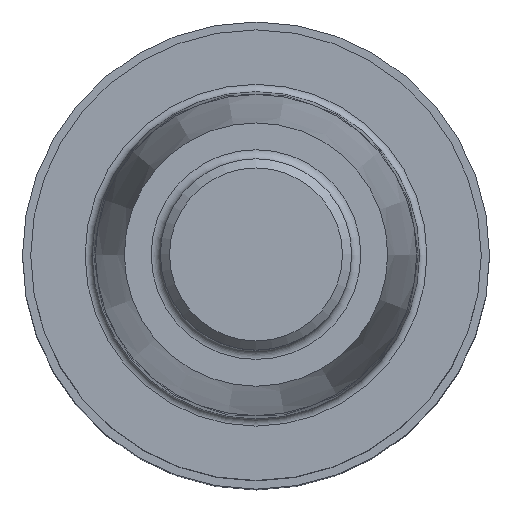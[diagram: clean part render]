
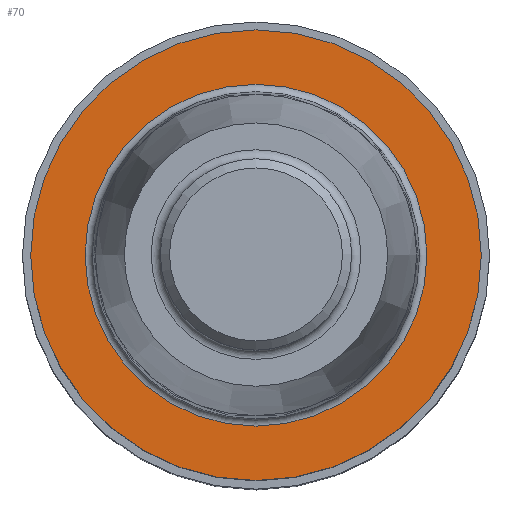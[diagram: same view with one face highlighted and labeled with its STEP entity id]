
A CAD part, top view. The second image highlights one B-rep face of the part: STEP entity #70.
In plain terms, the highlighted planar face has unit normal (0, 0, 1).
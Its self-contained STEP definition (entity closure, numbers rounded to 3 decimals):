
#59=PLANE('',#264);
#70=ADVANCED_FACE('',(#92,#93),#59,.F.);
#92=FACE_BOUND('',#116,.T.);
#93=FACE_BOUND('',#117,.T.);
#116=EDGE_LOOP('',(#144));
#117=EDGE_LOOP('',(#145));
#144=ORIENTED_EDGE('',*,*,#184,.F.);
#145=ORIENTED_EDGE('',*,*,#183,.T.);
#169=VERTEX_POINT('',#384);
#170=VERTEX_POINT('',#387);
#183=EDGE_CURVE('',#169,#169,#197,.T.);
#184=EDGE_CURVE('',#170,#170,#198,.T.);
#197=CIRCLE('',#261,9.292);
#198=CIRCLE('',#263,12.25);
#261=AXIS2_PLACEMENT_3D('',#383,#304,#305);
#263=AXIS2_PLACEMENT_3D('',#386,#308,#309);
#264=AXIS2_PLACEMENT_3D('',#388,#310,#311);
#304=DIRECTION('',(0.,0.,-1.));
#305=DIRECTION('',(-1.,0.,0.));
#308=DIRECTION('',(0.,0.,-1.));
#309=DIRECTION('',(-1.,0.,0.));
#310=DIRECTION('',(0.,0.,-1.));
#311=DIRECTION('',(-1.,0.,0.));
#383=CARTESIAN_POINT('',(0.,0.,0.));
#384=CARTESIAN_POINT('',(-9.292,0.,0.));
#386=CARTESIAN_POINT('',(0.,0.,0.));
#387=CARTESIAN_POINT('',(-12.25,0.,0.));
#388=CARTESIAN_POINT('',(9.292,0.,0.));
